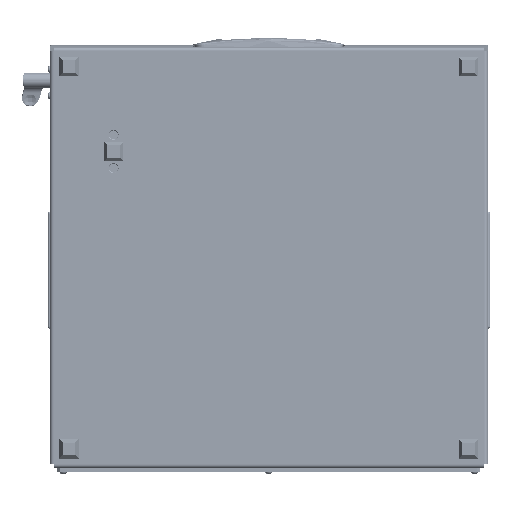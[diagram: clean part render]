
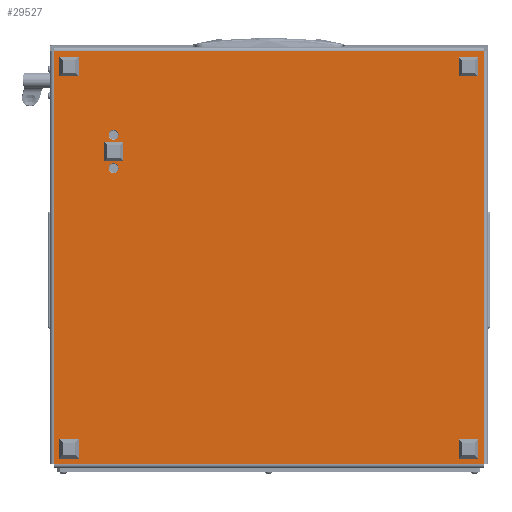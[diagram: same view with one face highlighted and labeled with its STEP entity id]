
A CAD part, front view. The second image highlights one B-rep face of the part: STEP entity #29527.
In plain terms, the highlighted face is planar.
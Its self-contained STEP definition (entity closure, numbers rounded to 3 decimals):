
#7336 = LINE ( 'NONE', #149394, #118919 ) ;
#8562 = CIRCLE ( 'NONE', #105514, 5.2 ) ;
#12808 = PLANE ( 'NONE',  #172933 ) ;
#14898 = CARTESIAN_POINT ( 'NONE',  ( 84.8, 389., 0. ) ) ;
#15575 = CARTESIAN_POINT ( 'NONE',  ( 90., 389., 0. ) ) ;
#19565 = VERTEX_POINT ( 'NONE', #76438 ) ;
#20740 = CARTESIAN_POINT ( 'NONE',  ( 436., 452., 0. ) ) ;
#23254 = VERTEX_POINT ( 'NONE', #37870 ) ;
#24886 = LINE ( 'NONE', #26671, #147697 ) ;
#26608 = CARTESIAN_POINT ( 'NONE',  ( 2., 452., 0. ) ) ;
#26671 = CARTESIAN_POINT ( 'NONE',  ( 0., 452., 0. ) ) ;
#29284 = DIRECTION ( 'NONE',  ( -1., 0., 0. ) ) ;
#29527 = ADVANCED_FACE ( 'NONE', ( #51940, #179290, #98871 ), #12808, .T. ) ;
#32030 = EDGE_CURVE ( 'NONE', #19565, #80666, #149141, .T. ) ;
#33237 = VERTEX_POINT ( 'NONE', #161165 ) ;
#33630 = ORIENTED_EDGE ( 'NONE', *, *, #73685, .T. ) ;
#37870 = CARTESIAN_POINT ( 'NONE',  ( 130.2, 389., 0. ) ) ;
#39262 = CARTESIAN_POINT ( 'NONE',  ( 95.2, 389., 0. ) ) ;
#39910 = VERTEX_POINT ( 'NONE', #39262 ) ;
#42676 = CARTESIAN_POINT ( 'NONE',  ( 0., 452., 0. ) ) ;
#44533 = ORIENTED_EDGE ( 'NONE', *, *, #82204, .F. ) ;
#47052 = ORIENTED_EDGE ( 'NONE', *, *, #98514, .F. ) ;
#50245 = DIRECTION ( 'NONE',  ( 0., 1., 0. ) ) ;
#51940 = FACE_BOUND ( 'NONE', #149834, .T. ) ;
#52722 = DIRECTION ( 'NONE',  ( 0., -1., 0. ) ) ;
#54800 = DIRECTION ( 'NONE',  ( -1., 0., 0. ) ) ;
#56286 = VECTOR ( 'NONE', #52722, 1000. ) ;
#58631 = DIRECTION ( 'NONE',  ( 0., 0., -1. ) ) ;
#65559 = CIRCLE ( 'NONE', #134425, 5.2 ) ;
#70802 = DIRECTION ( 'NONE',  ( 0., 0., -1. ) ) ;
#71788 = CARTESIAN_POINT ( 'NONE',  ( 125., 389., 0. ) ) ;
#73685 = EDGE_CURVE ( 'NONE', #80666, #120531, #7336, .T. ) ;
#73922 = EDGE_CURVE ( 'NONE', #159497, #19565, #127716, .T. ) ;
#76438 = CARTESIAN_POINT ( 'NONE',  ( 436., 0., 0. ) ) ;
#77413 = CARTESIAN_POINT ( 'NONE',  ( 90., 389., 0. ) ) ;
#79040 = DIRECTION ( 'NONE',  ( 0., 0., -1. ) ) ;
#80666 = VERTEX_POINT ( 'NONE', #130687 ) ;
#81516 = ORIENTED_EDGE ( 'NONE', *, *, #32030, .T. ) ;
#82204 = EDGE_CURVE ( 'NONE', #33237, #23254, #8562, .T. ) ;
#84842 = EDGE_CURVE ( 'NONE', #23254, #33237, #98317, .T. ) ;
#89903 = DIRECTION ( 'NONE',  ( -1., 0., 0. ) ) ;
#90497 = DIRECTION ( 'NONE',  ( 0., 0., -1. ) ) ;
#91940 = ORIENTED_EDGE ( 'NONE', *, *, #114677, .F. ) ;
#95152 = CARTESIAN_POINT ( 'NONE',  ( 436., 452., 0. ) ) ;
#95780 = AXIS2_PLACEMENT_3D ( 'NONE', #15575, #129749, #169782 ) ;
#97093 = VERTEX_POINT ( 'NONE', #14898 ) ;
#98317 = CIRCLE ( 'NONE', #180197, 5.2 ) ;
#98514 = EDGE_CURVE ( 'NONE', #39910, #97093, #65559, .T. ) ;
#98871 = FACE_OUTER_BOUND ( 'NONE', #118448, .T. ) ;
#105514 = AXIS2_PLACEMENT_3D ( 'NONE', #166340, #79040, #150718 ) ;
#110941 = CIRCLE ( 'NONE', #95780, 5.2 ) ;
#114677 = EDGE_CURVE ( 'NONE', #159497, #120531, #24886, .T. ) ;
#118448 = EDGE_LOOP ( 'NONE', ( #81516, #33630, #91940, #138764 ) ) ;
#118919 = VECTOR ( 'NONE', #50245, 1000. ) ;
#120531 = VERTEX_POINT ( 'NONE', #26608 ) ;
#127526 = DIRECTION ( 'NONE',  ( -1., 0., 0. ) ) ;
#127716 = LINE ( 'NONE', #95152, #56286 ) ;
#129749 = DIRECTION ( 'NONE',  ( 0., 0., -1. ) ) ;
#130687 = CARTESIAN_POINT ( 'NONE',  ( 2., 0., 0. ) ) ;
#131826 = EDGE_LOOP ( 'NONE', ( #44533, #138702 ) ) ;
#134425 = AXIS2_PLACEMENT_3D ( 'NONE', #77413, #90497, #147268 ) ;
#138702 = ORIENTED_EDGE ( 'NONE', *, *, #84842, .F. ) ;
#138764 = ORIENTED_EDGE ( 'NONE', *, *, #73922, .T. ) ;
#147268 = DIRECTION ( 'NONE',  ( -1., 0., 0. ) ) ;
#147697 = VECTOR ( 'NONE', #54800, 1000. ) ;
#149141 = LINE ( 'NONE', #176728, #178253 ) ;
#149394 = CARTESIAN_POINT ( 'NONE',  ( 2., 0., 0. ) ) ;
#149834 = EDGE_LOOP ( 'NONE', ( #182713, #47052 ) ) ;
#150718 = DIRECTION ( 'NONE',  ( -1., 0., 0. ) ) ;
#158904 = EDGE_CURVE ( 'NONE', #97093, #39910, #110941, .T. ) ;
#159497 = VERTEX_POINT ( 'NONE', #20740 ) ;
#161165 = CARTESIAN_POINT ( 'NONE',  ( 119.8, 389., 0. ) ) ;
#166340 = CARTESIAN_POINT ( 'NONE',  ( 125., 389., 0. ) ) ;
#169782 = DIRECTION ( 'NONE',  ( -1., 0., 0. ) ) ;
#172933 = AXIS2_PLACEMENT_3D ( 'NONE', #42676, #70802, #127526 ) ;
#176728 = CARTESIAN_POINT ( 'NONE',  ( 436., 0., 0. ) ) ;
#178253 = VECTOR ( 'NONE', #89903, 1000. ) ;
#179290 = FACE_BOUND ( 'NONE', #131826, .T. ) ;
#180197 = AXIS2_PLACEMENT_3D ( 'NONE', #71788, #58631, #29284 ) ;
#182713 = ORIENTED_EDGE ( 'NONE', *, *, #158904, .F. ) ;
